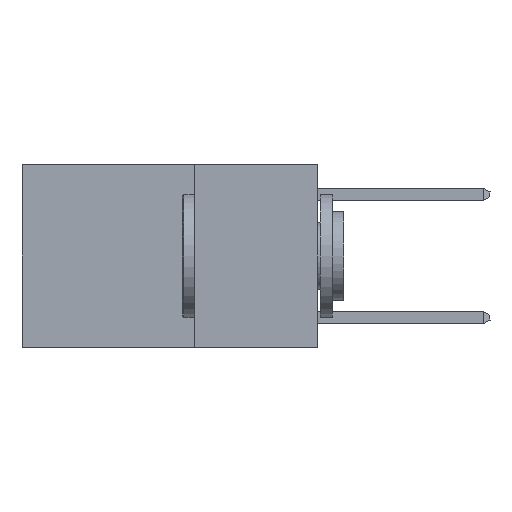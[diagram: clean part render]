
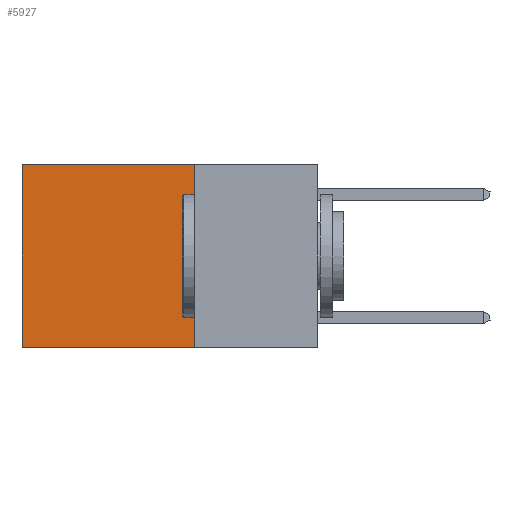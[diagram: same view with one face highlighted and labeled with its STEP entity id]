
A CAD part, left-side view. The second image highlights one B-rep face of the part: STEP entity #5927.
In plain terms, the highlighted planar face has unit normal (-1, 0, 0).
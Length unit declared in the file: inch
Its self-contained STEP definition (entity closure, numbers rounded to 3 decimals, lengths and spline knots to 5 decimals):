
#292 = CARTESIAN_POINT ( 'NONE',  ( 0.2625, 0.25, -0.37 ) ) ;
#1682 = VERTEX_POINT ( 'NONE', #23040 ) ;
#1837 = LINE ( 'NONE', #9813, #18337 ) ;
#1884 = FACE_OUTER_BOUND ( 'NONE', #17129, .T. ) ;
#2090 = CARTESIAN_POINT ( 'NONE',  ( 0.2625, 0.6, -0.37 ) ) ;
#2503 = EDGE_CURVE ( 'NONE', #1682, #17869, #13639, .T. ) ;
#2806 = ORIENTED_EDGE ( 'NONE', *, *, #5745, .F. ) ;
#4068 = DIRECTION ( 'NONE',  ( 0., 1., 0. ) ) ;
#5652 = ORIENTED_EDGE ( 'NONE', *, *, #10919, .F. ) ;
#5745 = EDGE_CURVE ( 'NONE', #16173, #17869, #21345, .T. ) ;
#5927 = ADVANCED_FACE ( 'NONE', ( #1884 ), #7699, .F. ) ;
#7699 = PLANE ( 'NONE',  #17728 ) ;
#7736 = ORIENTED_EDGE ( 'NONE', *, *, #2503, .T. ) ;
#8498 = LINE ( 'NONE', #20181, #12816 ) ;
#9813 = CARTESIAN_POINT ( 'NONE',  ( 0.2625, 0.25, 0. ) ) ;
#10919 = EDGE_CURVE ( 'NONE', #15918, #16173, #1837, .T. ) ;
#11239 = CARTESIAN_POINT ( 'NONE',  ( 0.2625, 0.6, 0. ) ) ;
#11260 = CARTESIAN_POINT ( 'NONE',  ( 0.2625, 0.25, -0.37 ) ) ;
#11355 = DIRECTION ( 'NONE',  ( 0., 0., -1. ) ) ;
#11522 = ORIENTED_EDGE ( 'NONE', *, *, #19156, .T. ) ;
#12641 = DIRECTION ( 'NONE',  ( 0., 1., 0. ) ) ;
#12816 = VECTOR ( 'NONE', #12641, 39.37008 ) ;
#13258 = DIRECTION ( 'NONE',  ( 0., 0., -1. ) ) ;
#13639 = LINE ( 'NONE', #11239, #22920 ) ;
#14891 = DIRECTION ( 'NONE',  ( 1., 0., 0. ) ) ;
#15918 = VERTEX_POINT ( 'NONE', #22354 ) ;
#16173 = VERTEX_POINT ( 'NONE', #11260 ) ;
#17129 = EDGE_LOOP ( 'NONE', ( #7736, #2806, #5652, #11522 ) ) ;
#17480 = DIRECTION ( 'NONE',  ( 0., 0., -1. ) ) ;
#17728 = AXIS2_PLACEMENT_3D ( 'NONE', #24477, #14891, #13258 ) ;
#17869 = VERTEX_POINT ( 'NONE', #2090 ) ;
#18337 = VECTOR ( 'NONE', #17480, 39.37008 ) ;
#19156 = EDGE_CURVE ( 'NONE', #15918, #1682, #8498, .T. ) ;
#20181 = CARTESIAN_POINT ( 'NONE',  ( 0.2625, 0.25, 0. ) ) ;
#21345 = LINE ( 'NONE', #292, #23993 ) ;
#22354 = CARTESIAN_POINT ( 'NONE',  ( 0.2625, 0.25, 0. ) ) ;
#22920 = VECTOR ( 'NONE', #11355, 39.37008 ) ;
#23040 = CARTESIAN_POINT ( 'NONE',  ( 0.2625, 0.6, 0. ) ) ;
#23993 = VECTOR ( 'NONE', #4068, 39.37008 ) ;
#24477 = CARTESIAN_POINT ( 'NONE',  ( 0.2625, 0.25, 0. ) ) ;
